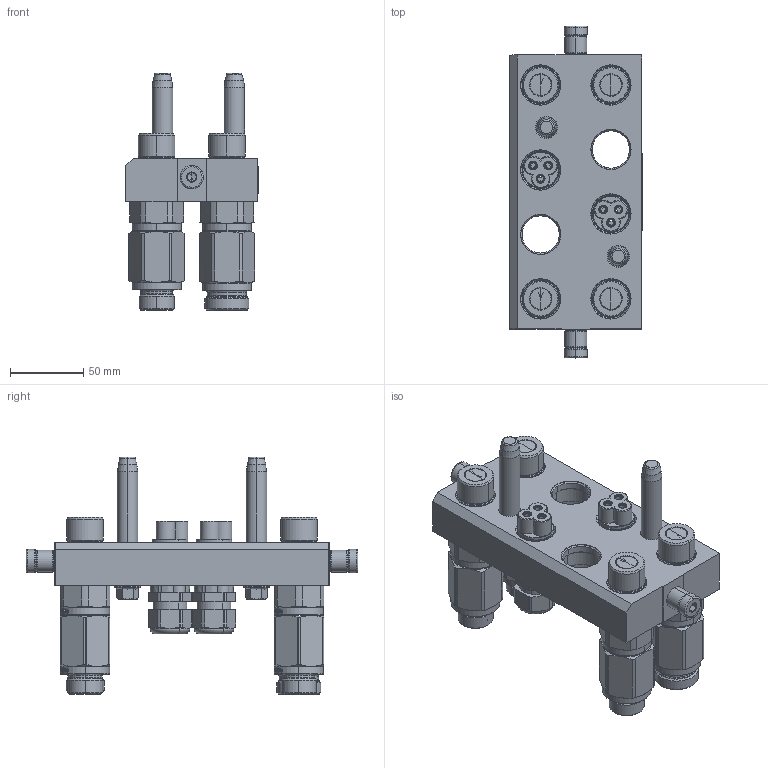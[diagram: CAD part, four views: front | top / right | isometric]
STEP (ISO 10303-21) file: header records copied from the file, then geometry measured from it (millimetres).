
FILE_DESCRIPTION (( 'STEP AP214' ), '1' );
FILE_NAME ('FASTER.step', '2024-05-10T13:50:29', ( '' ), ( '' ), 'SwSTEP 2.0', 'SolidWorks 2017', '' );
FILE_SCHEMA (( 'AUTOMOTIVE_DESIGN' ));
Length unit declared in the file: millimetre
Products named in the file (17): 3ffnp12-3_24m; et002; 1540_080_0008_000; 4850_010_0000_020; 4830_028_1000_011; conn_3p_m; 3ffnp12-2_302m; FASTER; corpospel08-3m; 4830_044_0000_000; 4830_013_3000_030; 4830_021_1000_000; 3ffnp12-2_26m; P808_M_BASE
Assembly tree (24 placements, depth 3):
  FASTER
    P808_M_BASE
      4850_010_0000_020
      4830_021_1000_000  x2
      1540_080_0008_000  x2
      4830_013_3000_030  x2
      4830_028_1000_011  x2
    3ffnp12-3_24m  x2
      3ffnp12-3_24m
    conn_3p_m  x2
      4830_044_0000_000
      corpospel08-3m
    3ffnp12-2_26m
      3ffnp12-2_26m
    3ffnp12-2_302m
      3ffnp12-2_302m
    et002
Bounding box: 90.3 x 226.6 x 162.4 mm (x, y, z)
Volume: 2473.8 mm3; surface area: 182558 mm2
Topology: 3 solids, 81 shells, 2929 faces, 8248 edges, 5395 vertices
Faces by surface type: plane 1569, cylinder 607, cone 448, torus 168, bspline 125, sphere 12
Entity records: 90440 total; most frequent: CARTESIAN_POINT 23987, ORIENTED_EDGE 11667, DIRECTION 10889, EDGE_CURVE 6242, VERTEX_POINT 4100, VECTOR 3981, LINE 3981, AXIS2_PLACEMENT_3D 3454
